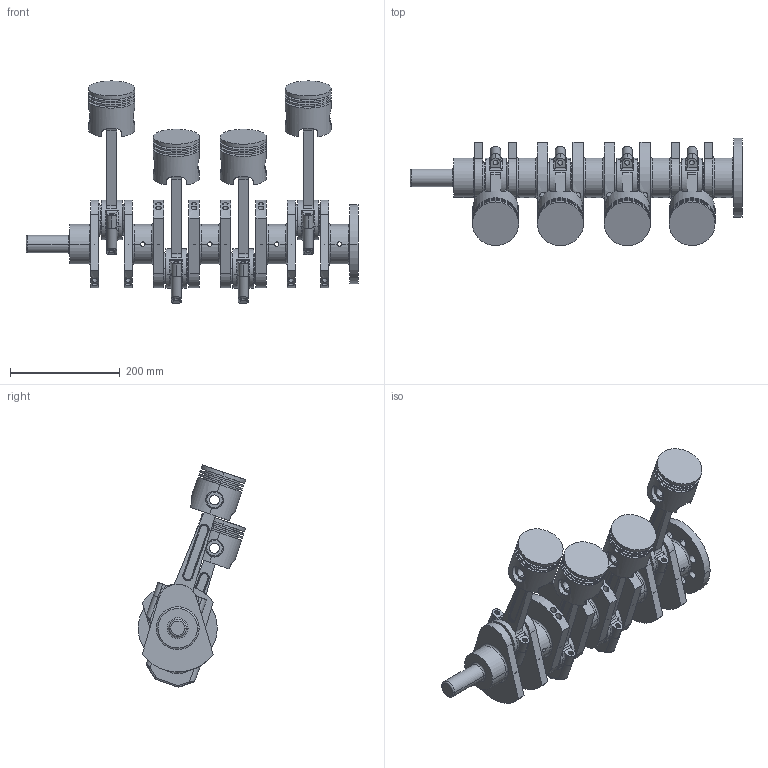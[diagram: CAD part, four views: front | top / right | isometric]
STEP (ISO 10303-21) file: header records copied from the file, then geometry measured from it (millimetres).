
FILE_DESCRIPTION(('CATIA V5 STEP Exchange'),'2;1');
FILE_NAME('ansamblu piston biela arbore cotit ccmai.stp','2024-02-12T15:22:07+00:00',('none'),('none'),'CATIA Version 5 Release 21 GA (IN-10)','CATIA V5 STEP AP203','none');
FILE_SCHEMA(('CONFIG_CONTROL_DESIGN'));
Length unit declared in the file: millimetre
Products named in the file (2): ansamblu piston biela arbore cotit ; biela piston
Assembly tree (9 placements, depth 3):
  ansamblu piston biela arbore cotit 
    biela piston  x4
      #66
      #2794
      #5112
      #5377
    #7128
Bounding box: 605 x 196.06 x 404.72 mm (x, y, z)
Volume: 4881698.9 mm3; surface area: 909539 mm2
Topology: 17 solids, 17 shells, 880 faces, 2198 edges, 1394 vertices
Faces by surface type: cylinder 450, plane 248, torus 110, bspline 56, cone 16
Entity records: 12893 total; most frequent: CARTESIAN_POINT 4911, ORIENTED_EDGE 1804, DIRECTION 1215, EDGE_CURVE 902, AXIS2_PLACEMENT_3D 655, VERTEX_POINT 566, EDGE_LOOP 430, CIRCLE 423
